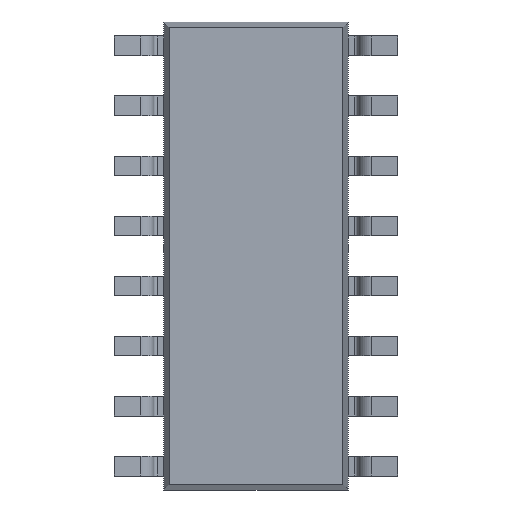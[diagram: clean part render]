
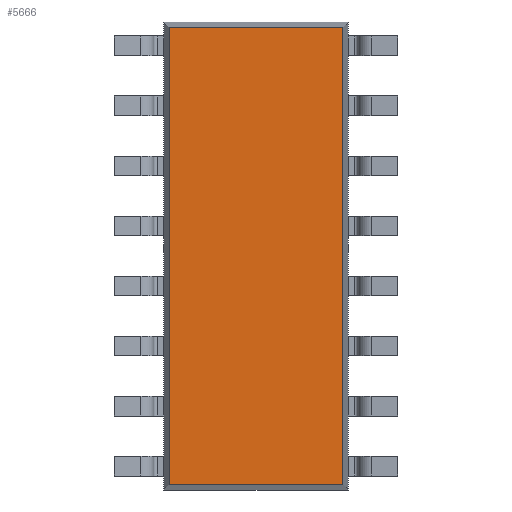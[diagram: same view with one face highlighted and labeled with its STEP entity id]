
A CAD part, front view. The second image highlights one B-rep face of the part: STEP entity #5666.
In plain terms, the highlighted planar face has unit normal (0, -1, 0).
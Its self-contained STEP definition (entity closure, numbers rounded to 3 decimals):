
#6 = VERTEX_POINT ( 'NONE', #4542 ) ;
#7 = DIRECTION ( 'NONE',  ( 0., 0., 1. ) ) ;
#153 = CARTESIAN_POINT ( 'NONE',  ( 1.837, 0.25, 4.837 ) ) ;
#488 = LINE ( 'NONE', #2725, #6870 ) ;
#605 = VERTEX_POINT ( 'NONE', #3021 ) ;
#854 = AXIS2_PLACEMENT_3D ( 'NONE', #6953, #921, #2688 ) ;
#912 = EDGE_CURVE ( 'NONE', #5628, #5971, #4587, .T. ) ;
#921 = DIRECTION ( 'NONE',  ( 0., 1., 0. ) ) ;
#1119 = VECTOR ( 'NONE', #7, 1000. ) ;
#1262 = EDGE_CURVE ( 'NONE', #605, #6, #7484, .T. ) ;
#2004 = EDGE_CURVE ( 'NONE', #5971, #605, #3113, .T. ) ;
#2187 = DIRECTION ( 'NONE',  ( 1., 0., 0. ) ) ;
#2230 = DIRECTION ( 'NONE',  ( 0., 0., -1. ) ) ;
#2463 = VECTOR ( 'NONE', #4952, 1000. ) ;
#2688 = DIRECTION ( 'NONE',  ( 0., 0., 1. ) ) ;
#2725 = CARTESIAN_POINT ( 'NONE',  ( 1.95, 0.25, -4.837 ) ) ;
#2830 = FACE_OUTER_BOUND ( 'NONE', #6053, .T. ) ;
#3021 = CARTESIAN_POINT ( 'NONE',  ( -1.837, 0.25, 4.837 ) ) ;
#3113 = LINE ( 'NONE', #3147, #2463 ) ;
#3147 = CARTESIAN_POINT ( 'NONE',  ( -1.95, 0.25, 4.837 ) ) ;
#4121 = ORIENTED_EDGE ( 'NONE', *, *, #2004, .T. ) ;
#4542 = CARTESIAN_POINT ( 'NONE',  ( -1.837, 0.25, -4.837 ) ) ;
#4587 = LINE ( 'NONE', #6928, #1119 ) ;
#4611 = PLANE ( 'NONE',  #854 ) ;
#4952 = DIRECTION ( 'NONE',  ( -1., 0., 0. ) ) ;
#5566 = EDGE_CURVE ( 'NONE', #6, #5628, #488, .T. ) ;
#5587 = ORIENTED_EDGE ( 'NONE', *, *, #1262, .T. ) ;
#5628 = VERTEX_POINT ( 'NONE', #6267 ) ;
#5666 = ADVANCED_FACE ( 'NONE', ( #2830 ), #4611, .F. ) ;
#5971 = VERTEX_POINT ( 'NONE', #153 ) ;
#6053 = EDGE_LOOP ( 'NONE', ( #5587, #7213, #6204, #4121 ) ) ;
#6204 = ORIENTED_EDGE ( 'NONE', *, *, #912, .T. ) ;
#6267 = CARTESIAN_POINT ( 'NONE',  ( 1.837, 0.25, -4.837 ) ) ;
#6870 = VECTOR ( 'NONE', #2187, 1000. ) ;
#6928 = CARTESIAN_POINT ( 'NONE',  ( 1.837, 0.25, 4.95 ) ) ;
#6953 = CARTESIAN_POINT ( 'NONE',  ( 0., 0.25, 0. ) ) ;
#7171 = VECTOR ( 'NONE', #2230, 1000. ) ;
#7213 = ORIENTED_EDGE ( 'NONE', *, *, #5566, .T. ) ;
#7484 = LINE ( 'NONE', #7520, #7171 ) ;
#7520 = CARTESIAN_POINT ( 'NONE',  ( -1.837, 0.25, -4.95 ) ) ;
